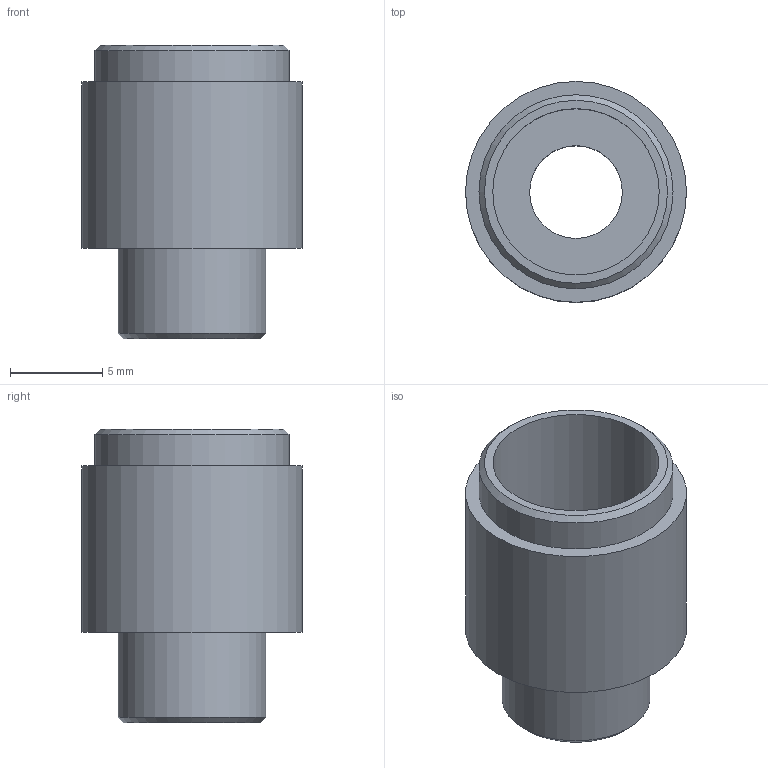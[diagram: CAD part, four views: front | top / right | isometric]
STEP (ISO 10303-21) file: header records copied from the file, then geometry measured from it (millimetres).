
FILE_DESCRIPTION(/* description */ (''),/* implementation_level */ '2;1');
FILE_NAME(/* name */ 'Moyeu de chaussée v6.step',/* time_stamp */ '2021-03-26T19:18:49+01:00',/* author */ (''),/* organization */ (''),/* preprocessor_version */ 'ST-DEVELOPER v18.1',/* originating_system */ 'Autodesk Translation Framework v9.10.0.1330',/* authorisation */ '');
FILE_SCHEMA (('AUTOMOTIVE_DESIGN { 1 0 10303 214 3 1 1 }'));
Length unit declared in the file: millimetre
Products named in the file (1): Moyeu de chaussée
Bounding box: 11.95 x 11.95 x 15.9 mm (x, y, z)
Volume: 761.7 mm3; surface area: 1052 mm2
Topology: 1 solids, 1 shells, 12 faces, 19 edges, 12 vertices
Faces by surface type: cylinder 5, plane 5, cone 2
Full cylindrical faces by diameter (mm): 5.01 x1, 8 x1, 9 x1, 10.5 x1, 11.95 x1
Entity records: 316 total; most frequent: DIRECTION 57, CARTESIAN_POINT 44, ORIENTED_EDGE 38, AXIS2_PLACEMENT_3D 25, EDGE_CURVE 19, EDGE_LOOP 17, FACE_OUTER_BOUND 12, CIRCLE 12
